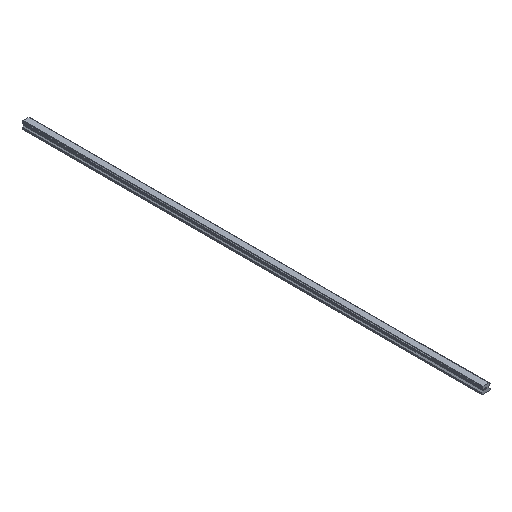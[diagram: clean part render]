
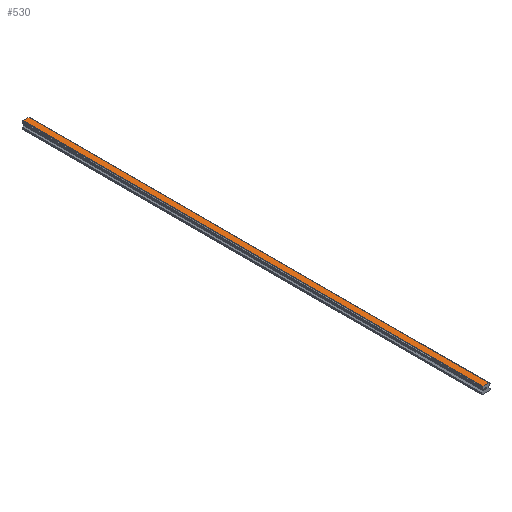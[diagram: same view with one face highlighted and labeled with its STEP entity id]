
A CAD part, isometric view. The second image highlights one B-rep face of the part: STEP entity #530.
In plain terms, the highlighted planar face has unit normal (0, 0, 1).
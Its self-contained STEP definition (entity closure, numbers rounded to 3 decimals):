
#530=ADVANCED_FACE('',(#1079),#1080,.T.);
#1079=FACE_OUTER_BOUND('',#1659,.T.);
#1080=PLANE('',#1660);
#1659=EDGE_LOOP('',(#3174,#3175,#3176,#3177));
#1660=AXIS2_PLACEMENT_3D('',#3178,#3179,#3180);
#3174=ORIENTED_EDGE('',*,*,#3846,.T.);
#3175=ORIENTED_EDGE('',*,*,#3984,.F.);
#3176=ORIENTED_EDGE('',*,*,#3716,.F.);
#3177=ORIENTED_EDGE('',*,*,#3982,.T.);
#3178=CARTESIAN_POINT('',(0.0,1130.0,17.5));
#3179=DIRECTION('',(0.0,0.0,1.0));
#3180=DIRECTION('',(-1.0,0.0,-0.0));
#3716=EDGE_CURVE('',#4546,#4548,#4549,.T.);
#3846=EDGE_CURVE('',#4763,#4761,#4764,.T.);
#3982=EDGE_CURVE('',#4546,#4763,#4918,.T.);
#3984=EDGE_CURVE('',#4548,#4761,#4920,.T.);
#4546=VERTEX_POINT('',#5681);
#4548=VERTEX_POINT('',#5684);
#4549=LINE('',#5685,#5686);
#4761=VERTEX_POINT('',#5980);
#4763=VERTEX_POINT('',#5983);
#4764=LINE('',#5984,#5985);
#4918=LINE('',#6167,#6168);
#4920=LINE('',#6170,#6171);
#5681=CARTESIAN_POINT('',(-7.231,1130.0,17.5));
#5684=CARTESIAN_POINT('',(7.231,1130.0,17.5));
#5685=CARTESIAN_POINT('',(-7.231,1130.0,17.5));
#5686=VECTOR('',#6581,1.0);
#5980=CARTESIAN_POINT('',(7.231,0.0,17.5));
#5983=CARTESIAN_POINT('',(-7.231,0.0,17.5));
#5984=CARTESIAN_POINT('',(-7.231,0.0,17.5));
#5985=VECTOR('',#6731,1.0);
#6167=CARTESIAN_POINT('',(-7.231,1130.0,17.5));
#6168=VECTOR('',#6907,1.0);
#6170=CARTESIAN_POINT('',(7.231,1130.0,17.5));
#6171=VECTOR('',#6908,1.0);
#6581=DIRECTION('',(1.0,0.0,0.0));
#6731=DIRECTION('',(1.0,0.0,0.0));
#6907=DIRECTION('',(0.0,-1.0,0.0));
#6908=DIRECTION('',(0.0,-1.0,0.0));
